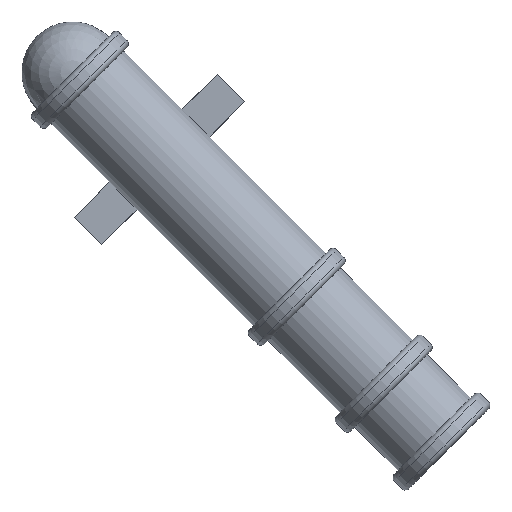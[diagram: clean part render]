
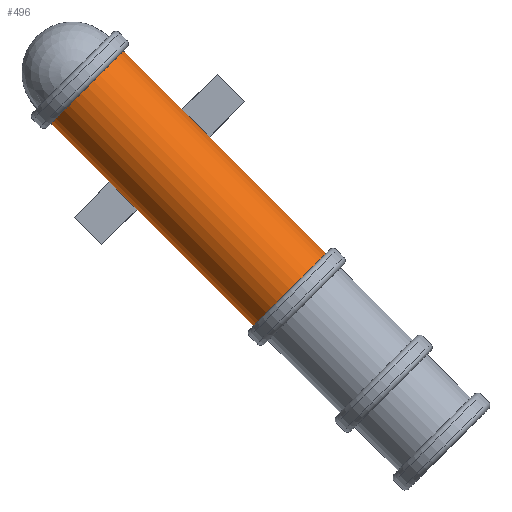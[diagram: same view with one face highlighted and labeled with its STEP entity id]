
A CAD part, top view. The second image highlights one B-rep face of the part: STEP entity #496.
In plain terms, the highlighted cylindrical face has radius 2.5 mm (diameter 5 mm), a full revolution.
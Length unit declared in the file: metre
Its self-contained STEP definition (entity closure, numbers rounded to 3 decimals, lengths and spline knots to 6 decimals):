
#30=LINE('',#840,#56);
#32=LINE('',#846,#58);
#34=LINE('',#850,#60);
#38=LINE('',#860,#64);
#56=VECTOR('',#686,1.);
#58=VECTOR('',#694,1.);
#60=VECTOR('',#698,1.);
#64=VECTOR('',#708,1.);
#176=ORIENTED_EDGE('',*,*,#252,.F.);
#177=ORIENTED_EDGE('',*,*,#251,.F.);
#178=ORIENTED_EDGE('',*,*,#250,.T.);
#179=ORIENTED_EDGE('',*,*,#247,.T.);
#180=ORIENTED_EDGE('',*,*,#245,.F.);
#181=ORIENTED_EDGE('',*,*,#243,.F.);
#182=ORIENTED_EDGE('',*,*,#241,.F.);
#183=ORIENTED_EDGE('',*,*,#240,.T.);
#184=ORIENTED_EDGE('',*,*,#238,.T.);
#185=ORIENTED_EDGE('',*,*,#220,.F.);
#220=EDGE_CURVE('',#275,#275,#320,.T.);
#238=EDGE_CURVE('',#289,#290,#322,.T.);
#240=EDGE_CURVE('',#291,#289,#30,.T.);
#241=EDGE_CURVE('',#291,#292,#323,.F.);
#243=EDGE_CURVE('',#292,#290,#32,.T.);
#245=EDGE_CURVE('',#293,#294,#34,.T.);
#247=EDGE_CURVE('',#295,#294,#324,.T.);
#250=EDGE_CURVE('',#296,#295,#38,.T.);
#251=EDGE_CURVE('',#296,#293,#325,.F.);
#252=EDGE_CURVE('',#297,#297,#326,.T.);
#275=VERTEX_POINT('',#797);
#289=VERTEX_POINT('',#833);
#290=VERTEX_POINT('',#835);
#291=VERTEX_POINT('',#839);
#292=VERTEX_POINT('',#843);
#293=VERTEX_POINT('',#849);
#294=VERTEX_POINT('',#851);
#295=VERTEX_POINT('',#855);
#296=VERTEX_POINT('',#859);
#297=VERTEX_POINT('',#865);
#320=CIRCLE('',#550,0.0025);
#322=CIRCLE('',#558,0.0025);
#323=CIRCLE('',#561,0.0025);
#324=CIRCLE('',#565,0.0025);
#325=CIRCLE('',#568,0.0025);
#326=CIRCLE('',#570,0.0025);
#375=EDGE_LOOP('',(#176));
#376=EDGE_LOOP('',(#177,#178,#179,#180));
#377=EDGE_LOOP('',(#181,#182,#183,#184));
#378=EDGE_LOOP('',(#185));
#439=FACE_BOUND('',#375,.T.);
#440=FACE_BOUND('',#376,.T.);
#441=FACE_BOUND('',#377,.T.);
#442=FACE_BOUND('',#378,.T.);
#466=CYLINDRICAL_SURFACE('',#569,0.0025);
#496=ADVANCED_FACE('',(#439,#440,#441,#442),#466,.T.);
#550=AXIS2_PLACEMENT_3D('',#796,#649,#650);
#558=AXIS2_PLACEMENT_3D('',#836,#681,#682);
#561=AXIS2_PLACEMENT_3D('',#842,#689,#690);
#565=AXIS2_PLACEMENT_3D('',#854,#702,#703);
#568=AXIS2_PLACEMENT_3D('',#862,#711,#712);
#569=AXIS2_PLACEMENT_3D('',#863,#713,#714);
#570=AXIS2_PLACEMENT_3D('',#864,#715,#716);
#649=DIRECTION('',(0.707,-0.707,0.));
#650=DIRECTION('',(0.707,0.707,0.));
#681=DIRECTION('',(0.707,-0.707,0.));
#682=DIRECTION('',(0.707,0.707,0.));
#686=DIRECTION('',(0.707,-0.707,0.));
#689=DIRECTION('',(-0.707,0.707,0.));
#690=DIRECTION('',(-0.707,-0.707,0.));
#694=DIRECTION('',(0.707,-0.707,0.));
#698=DIRECTION('',(0.707,-0.707,0.));
#702=DIRECTION('',(0.707,-0.707,0.));
#703=DIRECTION('',(0.707,0.707,0.));
#708=DIRECTION('',(0.707,-0.707,0.));
#711=DIRECTION('',(-0.707,0.707,0.));
#712=DIRECTION('',(-0.707,-0.707,0.));
#713=DIRECTION('',(-0.707,0.707,0.));
#714=DIRECTION('',(-0.707,-0.707,0.));
#715=DIRECTION('',(-0.707,0.707,0.));
#716=DIRECTION('',(-0.707,-0.707,0.));
#796=CARTESIAN_POINT('',(0.095594,-0.020935,0.0345));
#797=CARTESIAN_POINT('',(0.097362,-0.019167,0.0345));
#833=CARTESIAN_POINT('',(0.088134,-0.017011,0.0345));
#835=CARTESIAN_POINT('',(0.089776,-0.015369,0.032006));
#836=CARTESIAN_POINT('',(0.089902,-0.015243,0.0345));
#839=CARTESIAN_POINT('',(0.086791,-0.015667,0.0345));
#840=CARTESIAN_POINT('',(0.08679,-0.015666,0.0345));
#842=CARTESIAN_POINT('',(0.088558,-0.013899,0.0345));
#843=CARTESIAN_POINT('',(0.088432,-0.014025,0.032006));
#846=CARTESIAN_POINT('',(0.088432,-0.014025,0.032006));
#849=CARTESIAN_POINT('',(0.090326,-0.012132,0.0345));
#850=CARTESIAN_POINT('',(0.090325,-0.012131,0.0345));
#851=CARTESIAN_POINT('',(0.09167,-0.013475,0.0345));
#854=CARTESIAN_POINT('',(0.089902,-0.015243,0.0345));
#855=CARTESIAN_POINT('',(0.090028,-0.015117,0.032006));
#859=CARTESIAN_POINT('',(0.088684,-0.013773,0.032006));
#860=CARTESIAN_POINT('',(0.088684,-0.013773,0.032006));
#862=CARTESIAN_POINT('',(0.088558,-0.013899,0.0345));
#863=CARTESIAN_POINT('',(0.103372,-0.028713,0.0345));
#864=CARTESIAN_POINT('',(0.085695,-0.011036,0.0345));
#865=CARTESIAN_POINT('',(0.083927,-0.012803,0.0345));
